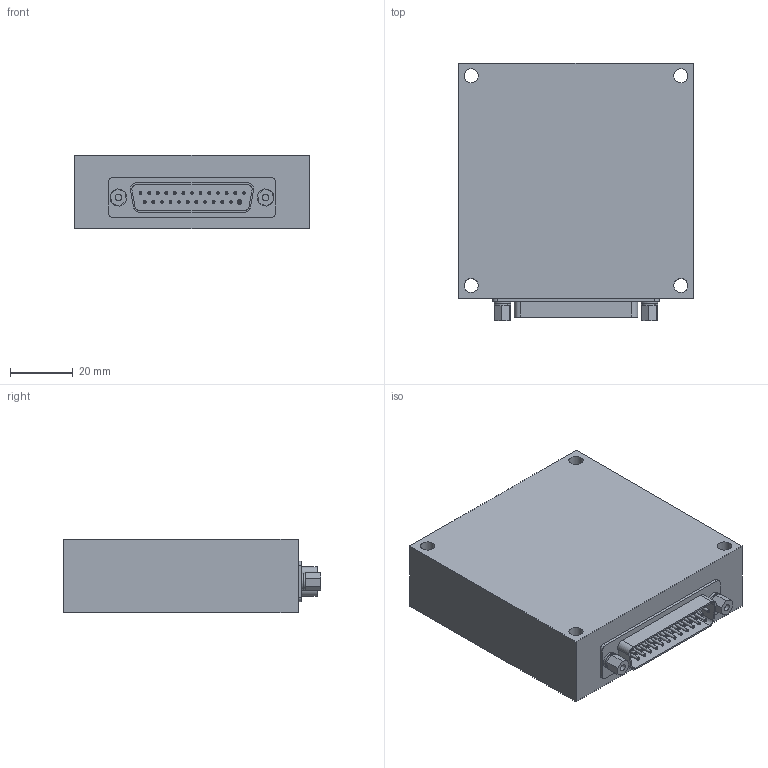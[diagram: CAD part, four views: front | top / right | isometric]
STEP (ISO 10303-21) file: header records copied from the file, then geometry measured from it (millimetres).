
FILE_DESCRIPTION(/* description */ ('Unknown'),/* implementation_level */ '2;1');
FILE_NAME(/* name */ 'M714001',/* time_stamp */ '2020-03-20T15:54:26-04:00',/* author */ ('Unknown'),/* organization */ ('Unknown'),/* preprocessor_version */ 'ST-DEVELOPER v16.7',/* originating_system */ 'DEX',/* authorisation */ $);
FILE_SCHEMA (('CONFIG_CONTROL_DESIGN'));
Length unit declared in the file: millimetre
Products named in the file (7): M714001; MAIN BODY; D-TYPE25P; P001-19; MS35338-134; NAS620C4
Assembly tree (7 placements, depth 3):
  M714001
    MAIN BODY
    D-TYPE25P
    P001-19  x2
      P001-19
      MS35338-134
      NAS620C4
Bounding box: 75 x 82.23 x 23.5 mm (x, y, z)
Volume: 133653.2 mm3; surface area: 23459.8 mm2
Topology: 8 solids, 8 shells, 252 faces, 539 edges, 361 vertices
Faces by surface type: plane 114, cylinder 88, torus 50
Full cylindrical faces by diameter (mm): 0.9 x50, 2.156 x2, 2.382 x2, 2.92 x2, 3 x2, 4.5 x4, 5.309 x2
Entity records: 6945 total; most frequent: DIRECTION 1022, CARTESIAN_POINT 848, ORIENTED_EDGE 664, AXIS2_PLACEMENT_3D 452, EDGE_LOOP 410, FACE_BOUND 410, EDGE_CURVE 332, VERTEX_POINT 278
